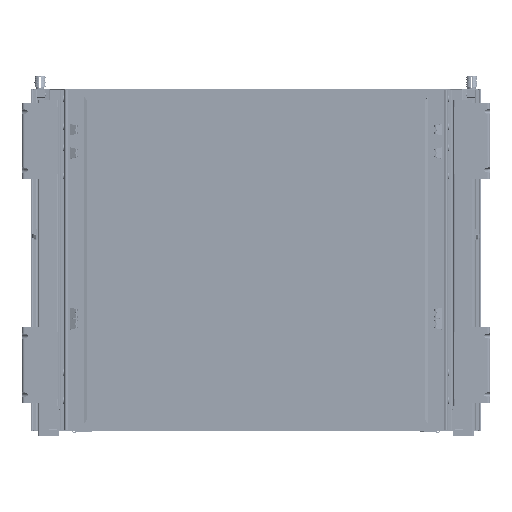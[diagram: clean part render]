
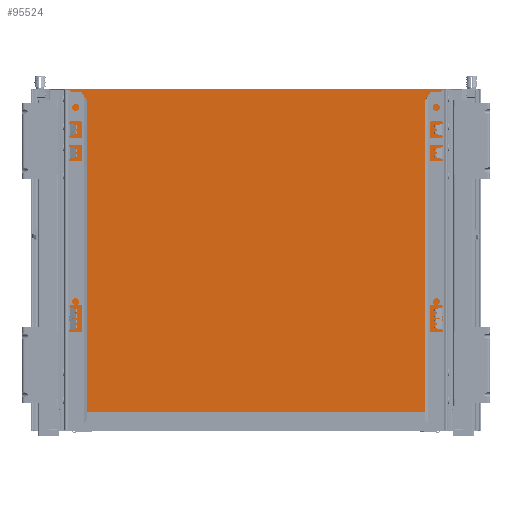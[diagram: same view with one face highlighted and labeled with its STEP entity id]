
A CAD part, front view. The second image highlights one B-rep face of the part: STEP entity #95524.
In plain terms, the highlighted face is planar.
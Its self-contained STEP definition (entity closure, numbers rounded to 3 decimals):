
#5108=PLANE('',#104292);
#9538=FACE_OUTER_BOUND('',#15065,.T.);
#15065=EDGE_LOOP('',(#80675,#80676,#80677,#80678));
#23305=LINE('',#177748,#32603);
#23309=LINE('',#177756,#32607);
#23312=LINE('',#177762,#32610);
#23315=LINE('',#177767,#32613);
#32603=VECTOR('',#125701,10.);
#32607=VECTOR('',#125707,10.);
#32610=VECTOR('',#125712,10.);
#32613=VECTOR('',#125717,10.);
#44604=VERTEX_POINT('',#177746);
#44605=VERTEX_POINT('',#177747);
#44608=VERTEX_POINT('',#177755);
#44610=VERTEX_POINT('',#177761);
#57036=EDGE_CURVE('',#44604,#44605,#23305,.T.);
#57040=EDGE_CURVE('',#44608,#44604,#23309,.T.);
#57043=EDGE_CURVE('',#44610,#44608,#23312,.T.);
#57046=EDGE_CURVE('',#44605,#44610,#23315,.T.);
#80675=ORIENTED_EDGE('',*,*,#57046,.F.);
#80676=ORIENTED_EDGE('',*,*,#57036,.F.);
#80677=ORIENTED_EDGE('',*,*,#57040,.F.);
#80678=ORIENTED_EDGE('',*,*,#57043,.F.);
#95524=ADVANCED_FACE('',(#9538),#5108,.F.);
#104292=AXIS2_PLACEMENT_3D('',#177770,#125721,#125722);
#125701=DIRECTION('',(-1.,0.,0.));
#125707=DIRECTION('',(0.,1.,0.));
#125712=DIRECTION('',(1.,0.,0.));
#125717=DIRECTION('',(0.,-1.,0.));
#125721=DIRECTION('center_axis',(0.,0.,1.));
#125722=DIRECTION('ref_axis',(1.,0.,0.));
#177746=CARTESIAN_POINT('',(162.5,0.,0.));
#177747=CARTESIAN_POINT('',(-162.5,0.,0.));
#177748=CARTESIAN_POINT('',(162.5,0.,0.));
#177755=CARTESIAN_POINT('',(162.5,-276.,0.));
#177756=CARTESIAN_POINT('',(162.5,-276.,0.));
#177761=CARTESIAN_POINT('',(-162.5,-276.,0.));
#177762=CARTESIAN_POINT('',(-162.5,-276.,0.));
#177767=CARTESIAN_POINT('',(-162.5,0.,0.));
#177770=CARTESIAN_POINT('Origin',(0.,-138.,0.));
